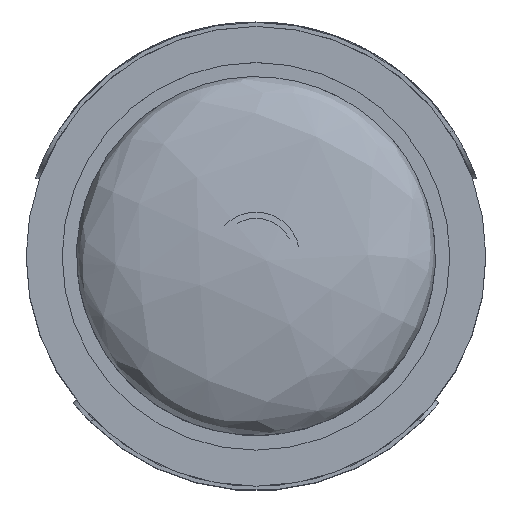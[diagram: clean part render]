
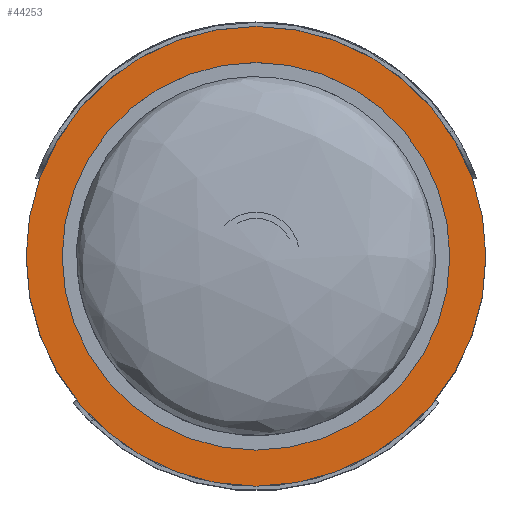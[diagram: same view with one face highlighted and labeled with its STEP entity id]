
A CAD part, top view. The second image highlights one B-rep face of the part: STEP entity #44253.
In plain terms, the highlighted face is planar.
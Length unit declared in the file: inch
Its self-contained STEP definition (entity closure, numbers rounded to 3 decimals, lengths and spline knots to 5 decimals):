
#882 = CIRCLE ( 'NONE', #92711, 0.5575 ) ;
#1274 = PLANE ( 'NONE',  #82870 ) ;
#3533 = EDGE_CURVE ( 'NONE', #7883, #8259, #85780, .T. ) ;
#4979 = CARTESIAN_POINT ( 'NONE',  ( -0.2195, 0., 0. ) ) ;
#6515 = CARTESIAN_POINT ( 'NONE',  ( -0.2195, 0., -0.5575 ) ) ;
#7883 = VERTEX_POINT ( 'NONE', #62975 ) ;
#8259 = VERTEX_POINT ( 'NONE', #6515 ) ;
#9268 = VERTEX_POINT ( 'NONE', #23892 ) ;
#10651 = ORIENTED_EDGE ( 'NONE', *, *, #114771, .F. ) ;
#12027 = EDGE_LOOP ( 'NONE', ( #119786, #97641 ) ) ;
#14903 = DIRECTION ( 'NONE',  ( 0., 0., 1. ) ) ;
#18322 = CIRCLE ( 'NONE', #56919, 0.47 ) ;
#20370 = CARTESIAN_POINT ( 'NONE',  ( -0.2195, 0., 0. ) ) ;
#21992 = CIRCLE ( 'NONE', #94362, 0.47 ) ;
#23892 = CARTESIAN_POINT ( 'NONE',  ( -0.2195, 0., -0.47 ) ) ;
#26774 = DIRECTION ( 'NONE',  ( -1., 0., 0. ) ) ;
#30343 = DIRECTION ( 'NONE',  ( 0., 0., 1. ) ) ;
#34360 = DIRECTION ( 'NONE',  ( -1., 0., 0. ) ) ;
#34574 = AXIS2_PLACEMENT_3D ( 'NONE', #4979, #74163, #14903 ) ;
#40626 = DIRECTION ( 'NONE',  ( 1., 0., 0. ) ) ;
#44253 = ADVANCED_FACE ( 'NONE', ( #44730, #50995 ), #1274, .F. ) ;
#44730 = FACE_BOUND ( 'NONE', #62798, .T. ) ;
#50611 = CARTESIAN_POINT ( 'NONE',  ( -0.2195, 0.5575, 0. ) ) ;
#50995 = FACE_OUTER_BOUND ( 'NONE', #12027, .T. ) ;
#56919 = AXIS2_PLACEMENT_3D ( 'NONE', #93563, #34360, #103401 ) ;
#62798 = EDGE_LOOP ( 'NONE', ( #102849, #10651 ) ) ;
#62975 = CARTESIAN_POINT ( 'NONE',  ( -0.2195, 0., 0.5575 ) ) ;
#64803 = EDGE_CURVE ( 'NONE', #8259, #7883, #882, .T. ) ;
#70451 = DIRECTION ( 'NONE',  ( 0., 0., -1. ) ) ;
#74163 = DIRECTION ( 'NONE',  ( -1., 0., 0. ) ) ;
#75239 = EDGE_CURVE ( 'NONE', #78249, #9268, #21992, .T. ) ;
#78249 = VERTEX_POINT ( 'NONE', #123611 ) ;
#82870 = AXIS2_PLACEMENT_3D ( 'NONE', #50611, #40626, #70451 ) ;
#85780 = CIRCLE ( 'NONE', #34574, 0.5575 ) ;
#85942 = CARTESIAN_POINT ( 'NONE',  ( -0.2195, 0., 0. ) ) ;
#89528 = DIRECTION ( 'NONE',  ( -1., 0., 0. ) ) ;
#92711 = AXIS2_PLACEMENT_3D ( 'NONE', #20370, #89528, #30343 ) ;
#93563 = CARTESIAN_POINT ( 'NONE',  ( -0.2195, 0., 0. ) ) ;
#94362 = AXIS2_PLACEMENT_3D ( 'NONE', #85942, #26774, #95864 ) ;
#95864 = DIRECTION ( 'NONE',  ( 0., 0., 1. ) ) ;
#97641 = ORIENTED_EDGE ( 'NONE', *, *, #64803, .T. ) ;
#102849 = ORIENTED_EDGE ( 'NONE', *, *, #75239, .F. ) ;
#103401 = DIRECTION ( 'NONE',  ( 0., 0., 1. ) ) ;
#114771 = EDGE_CURVE ( 'NONE', #9268, #78249, #18322, .T. ) ;
#119786 = ORIENTED_EDGE ( 'NONE', *, *, #3533, .T. ) ;
#123611 = CARTESIAN_POINT ( 'NONE',  ( -0.2195, 0., 0.47 ) ) ;
